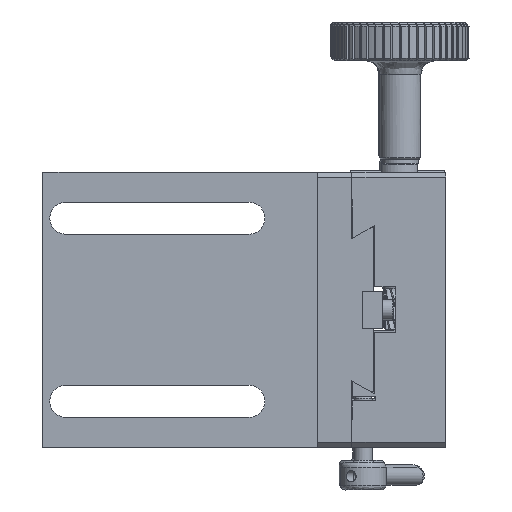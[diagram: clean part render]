
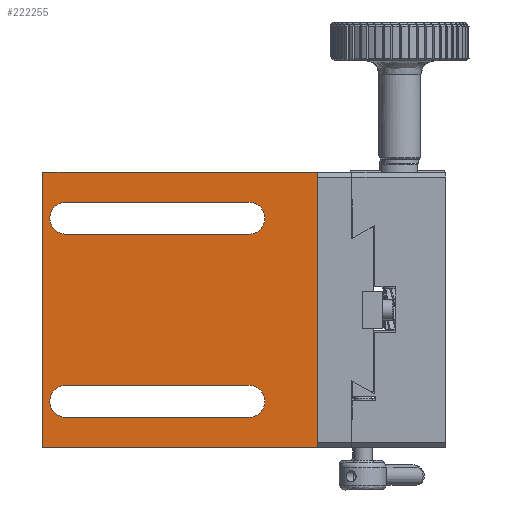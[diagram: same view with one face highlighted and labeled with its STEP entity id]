
A CAD part, front view. The second image highlights one B-rep face of the part: STEP entity #222255.
In plain terms, the highlighted planar face has unit normal (0, -1, 0).
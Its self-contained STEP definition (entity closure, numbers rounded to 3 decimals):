
#929 = AXIS2_PLACEMENT_3D ( 'NONE', #9228, #27359, #10421 ) ;
#1251 = VERTEX_POINT ( 'NONE', #100130 ) ;
#1612 = EDGE_CURVE ( 'NONE', #239019, #61272, #182863, .T. ) ;
#1651 = CARTESIAN_POINT ( 'NONE',  ( -77.319, -116.607, -35.007 ) ) ;
#2531 = DIRECTION ( 'NONE',  ( 0., -1., 0. ) ) ;
#3022 = LINE ( 'NONE', #76840, #16689 ) ;
#3717 = DIRECTION ( 'NONE',  ( 0., 0., 1. ) ) ;
#9228 = CARTESIAN_POINT ( 'NONE',  ( -62.319, -116.607, -31.507 ) ) ;
#9980 = CARTESIAN_POINT ( 'NONE',  ( -62.319, -116.607, 11.993 ) ) ;
#10421 = DIRECTION ( 'NONE',  ( 0., 0., 1. ) ) ;
#10782 = EDGE_CURVE ( 'NONE', #11901, #239019, #125430, .T. ) ;
#11578 = CARTESIAN_POINT ( 'NONE',  ( -77.319, -116.607, 4.993 ) ) ;
#11901 = VERTEX_POINT ( 'NONE', #9980 ) ;
#16689 = VECTOR ( 'NONE', #108304, 1000. ) ;
#17418 = CARTESIAN_POINT ( 'NONE',  ( -47.319, -116.607, 18.493 ) ) ;
#19801 = LINE ( 'NONE', #1651, #73485 ) ;
#20694 = CARTESIAN_POINT ( 'NONE',  ( -62.319, -116.607, 8.493 ) ) ;
#25171 = DIRECTION ( 'NONE',  ( 0., 0., 1. ) ) ;
#25760 = VECTOR ( 'NONE', #109246, 1000. ) ;
#27359 = DIRECTION ( 'NONE',  ( 0., -1., 0. ) ) ;
#35917 = CARTESIAN_POINT ( 'NONE',  ( -77.319, -116.607, 11.993 ) ) ;
#38398 = VECTOR ( 'NONE', #117927, 1000. ) ;
#39384 = ORIENTED_EDGE ( 'NONE', *, *, #227833, .F. ) ;
#39433 = DIRECTION ( 'NONE',  ( -1., 0., 0. ) ) ;
#40742 = VERTEX_POINT ( 'NONE', #104350 ) ;
#42187 = EDGE_LOOP ( 'NONE', ( #78085, #39384, #236572, #146899 ) ) ;
#50340 = EDGE_CURVE ( 'NONE', #40742, #98342, #180524, .T. ) ;
#50879 = AXIS2_PLACEMENT_3D ( 'NONE', #176143, #190640, #63872 ) ;
#55272 = DIRECTION ( 'NONE',  ( -1., 0., 0. ) ) ;
#55310 = VERTEX_POINT ( 'NONE', #125395 ) ;
#58507 = DIRECTION ( 'NONE',  ( 1., 0., 0. ) ) ;
#58623 = VECTOR ( 'NONE', #94652, 1000. ) ;
#58990 = VECTOR ( 'NONE', #39433, 1000. ) ;
#61272 = VERTEX_POINT ( 'NONE', #160686 ) ;
#63872 = DIRECTION ( 'NONE',  ( 0., 0., 1. ) ) ;
#67538 = ORIENTED_EDGE ( 'NONE', *, *, #204872, .F. ) ;
#68645 = VERTEX_POINT ( 'NONE', #112072 ) ;
#70691 = LINE ( 'NONE', #17418, #25760 ) ;
#71391 = ORIENTED_EDGE ( 'NONE', *, *, #209668, .F. ) ;
#73485 = VECTOR ( 'NONE', #58507, 1000. ) ;
#76840 = CARTESIAN_POINT ( 'NONE',  ( -107.319, -116.607, -11.507 ) ) ;
#77901 = ORIENTED_EDGE ( 'NONE', *, *, #50340, .T. ) ;
#78085 = ORIENTED_EDGE ( 'NONE', *, *, #182382, .F. ) ;
#82056 = ORIENTED_EDGE ( 'NONE', *, *, #235343, .T. ) ;
#84248 = AXIS2_PLACEMENT_3D ( 'NONE', #20694, #2531, #3717 ) ;
#85310 = CARTESIAN_POINT ( 'NONE',  ( -102.319, -116.607, 8.493 ) ) ;
#88685 = VECTOR ( 'NONE', #146717, 1000. ) ;
#92180 = FACE_BOUND ( 'NONE', #114162, .T. ) ;
#92275 = EDGE_CURVE ( 'NONE', #68645, #152347, #134904, .T. ) ;
#94652 = DIRECTION ( 'NONE',  ( 1., 0., 0. ) ) ;
#98342 = VERTEX_POINT ( 'NONE', #146641 ) ;
#99548 = AXIS2_PLACEMENT_3D ( 'NONE', #107942, #202050, #185122 ) ;
#100130 = CARTESIAN_POINT ( 'NONE',  ( -107.319, -116.607, -41.507 ) ) ;
#104350 = CARTESIAN_POINT ( 'NONE',  ( -47.319, -116.607, -41.507 ) ) ;
#107942 = CARTESIAN_POINT ( 'NONE',  ( -77.319, -116.607, -11.507 ) ) ;
#108304 = DIRECTION ( 'NONE',  ( 0., 0., 1. ) ) ;
#109198 = CARTESIAN_POINT ( 'NONE',  ( -47.319, -116.607, 18.493 ) ) ;
#109246 = DIRECTION ( 'NONE',  ( -1., 0., 0. ) ) ;
#112072 = CARTESIAN_POINT ( 'NONE',  ( -62.319, -116.607, -28.007 ) ) ;
#114162 = EDGE_LOOP ( 'NONE', ( #129283, #67538, #71391, #237509 ) ) ;
#117336 = AXIS2_PLACEMENT_3D ( 'NONE', #85310, #177088, #25171 ) ;
#117927 = DIRECTION ( 'NONE',  ( 1., 0., 0. ) ) ;
#125395 = CARTESIAN_POINT ( 'NONE',  ( -102.319, -116.607, -35.007 ) ) ;
#125430 = LINE ( 'NONE', #35917, #236628 ) ;
#125501 = VERTEX_POINT ( 'NONE', #190020 ) ;
#129283 = ORIENTED_EDGE ( 'NONE', *, *, #142843, .F. ) ;
#132504 = CARTESIAN_POINT ( 'NONE',  ( -77.319, -116.607, -28.007 ) ) ;
#134904 = LINE ( 'NONE', #132504, #58990 ) ;
#142823 = CARTESIAN_POINT ( 'NONE',  ( -102.319, -116.607, -28.007 ) ) ;
#142843 = EDGE_CURVE ( 'NONE', #188168, #68645, #228564, .T. ) ;
#146641 = CARTESIAN_POINT ( 'NONE',  ( -47.319, -116.607, 18.493 ) ) ;
#146717 = DIRECTION ( 'NONE',  ( 0., 0., 1. ) ) ;
#146734 = CARTESIAN_POINT ( 'NONE',  ( -47.319, -116.607, -41.507 ) ) ;
#146899 = ORIENTED_EDGE ( 'NONE', *, *, #10782, .F. ) ;
#148163 = EDGE_CURVE ( 'NONE', #1251, #166115, #3022, .T. ) ;
#152347 = VERTEX_POINT ( 'NONE', #142823 ) ;
#155554 = CIRCLE ( 'NONE', #50879, 3.5 ) ;
#157580 = CIRCLE ( 'NONE', #84248, 3.5 ) ;
#160686 = CARTESIAN_POINT ( 'NONE',  ( -102.319, -116.607, 4.993 ) ) ;
#160805 = EDGE_LOOP ( 'NONE', ( #216420, #172030, #82056, #77901 ) ) ;
#164833 = LINE ( 'NONE', #146734, #58623 ) ;
#166115 = VERTEX_POINT ( 'NONE', #219710 ) ;
#172030 = ORIENTED_EDGE ( 'NONE', *, *, #148163, .F. ) ;
#176143 = CARTESIAN_POINT ( 'NONE',  ( -102.319, -116.607, -31.507 ) ) ;
#177088 = DIRECTION ( 'NONE',  ( 0., -1., 0. ) ) ;
#177195 = EDGE_CURVE ( 'NONE', #98342, #166115, #70691, .T. ) ;
#180524 = LINE ( 'NONE', #109198, #88685 ) ;
#181616 = FACE_OUTER_BOUND ( 'NONE', #160805, .T. ) ;
#182382 = EDGE_CURVE ( 'NONE', #125501, #11901, #157580, .T. ) ;
#182777 = PLANE ( 'NONE',  #99548 ) ;
#182863 = CIRCLE ( 'NONE', #117336, 3.5 ) ;
#185122 = DIRECTION ( 'NONE',  ( 0., 0., 1. ) ) ;
#188168 = VERTEX_POINT ( 'NONE', #236704 ) ;
#190020 = CARTESIAN_POINT ( 'NONE',  ( -62.319, -116.607, 4.993 ) ) ;
#190640 = DIRECTION ( 'NONE',  ( 0., -1., 0. ) ) ;
#199558 = CARTESIAN_POINT ( 'NONE',  ( -102.319, -116.607, 11.993 ) ) ;
#202050 = DIRECTION ( 'NONE',  ( 0., 1., 0. ) ) ;
#204872 = EDGE_CURVE ( 'NONE', #55310, #188168, #19801, .T. ) ;
#209668 = EDGE_CURVE ( 'NONE', #152347, #55310, #155554, .T. ) ;
#216420 = ORIENTED_EDGE ( 'NONE', *, *, #177195, .T. ) ;
#219710 = CARTESIAN_POINT ( 'NONE',  ( -107.319, -116.607, 18.493 ) ) ;
#222255 = ADVANCED_FACE ( 'NONE', ( #181616, #92180, #238242 ), #182777, .F. ) ;
#227806 = LINE ( 'NONE', #11578, #38398 ) ;
#227833 = EDGE_CURVE ( 'NONE', #61272, #125501, #227806, .T. ) ;
#228564 = CIRCLE ( 'NONE', #929, 3.5 ) ;
#235343 = EDGE_CURVE ( 'NONE', #1251, #40742, #164833, .T. ) ;
#236572 = ORIENTED_EDGE ( 'NONE', *, *, #1612, .F. ) ;
#236628 = VECTOR ( 'NONE', #55272, 1000. ) ;
#236704 = CARTESIAN_POINT ( 'NONE',  ( -62.319, -116.607, -35.007 ) ) ;
#237509 = ORIENTED_EDGE ( 'NONE', *, *, #92275, .F. ) ;
#238242 = FACE_BOUND ( 'NONE', #42187, .T. ) ;
#239019 = VERTEX_POINT ( 'NONE', #199558 ) ;
